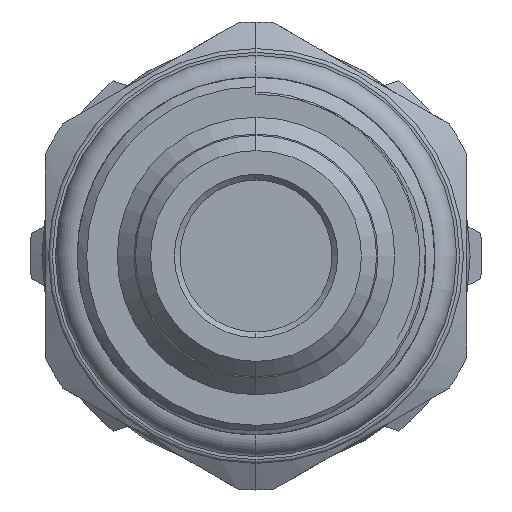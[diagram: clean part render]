
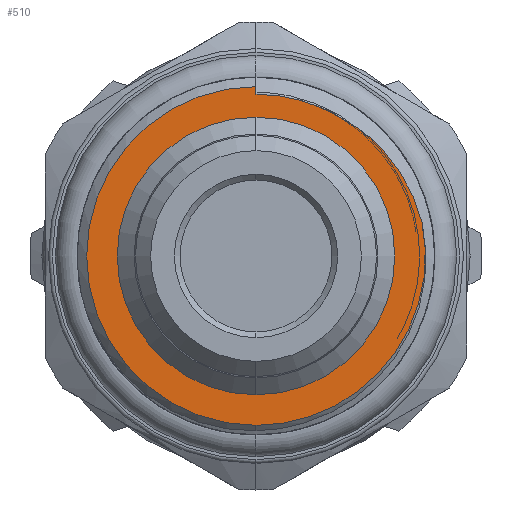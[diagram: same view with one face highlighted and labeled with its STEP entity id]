
A CAD part, left-side view. The second image highlights one B-rep face of the part: STEP entity #510.
In plain terms, the highlighted planar face has unit normal (-1, 0, 0).
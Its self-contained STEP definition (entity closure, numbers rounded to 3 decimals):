
#116 = AXIS2_PLACEMENT_3D ( 'NONE', #7224, #4234, #2402 ) ;
#260 = CARTESIAN_POINT ( 'NONE',  ( 0., 0., 8.522 ) ) ;
#304 = CARTESIAN_POINT ( 'NONE',  ( 0., -4.611, 7.253 ) ) ;
#392 = CIRCLE ( 'NONE', #600, 7.31 ) ;
#426 = ORIENTED_EDGE ( 'NONE', *, *, #7479, .F. ) ;
#430 = B_SPLINE_CURVE_WITH_KNOTS ( 'NONE', 3,
 ( #2672, #7648, #304, #957, #6442, #5154, #3278, #7573, #3326, #260 ),
 .UNSPECIFIED., .F., .F.,
 ( 4, 2, 2, 2, 4 ),
 ( 0., 0.001, 0.003, 0.004, 0.006 ),
 .UNSPECIFIED. ) ;
#486 = EDGE_CURVE ( 'NONE', #7301, #747, #4092, .T. ) ;
#510 = ADVANCED_FACE ( 'NONE', ( #6019, #6483 ), #6289, .F. ) ;
#600 = AXIS2_PLACEMENT_3D ( 'NONE', #7518, #5137, #5053 ) ;
#616 = ORIENTED_EDGE ( 'NONE', *, *, #4782, .T. ) ;
#619 = CARTESIAN_POINT ( 'NONE',  ( 0., -8.748, 1.742 ) ) ;
#652 = CARTESIAN_POINT ( 'NONE',  ( 0., 0., 8.92 ) ) ;
#747 = VERTEX_POINT ( 'NONE', #6533 ) ;
#751 = CARTESIAN_POINT ( 'NONE',  ( 0., 0., 7.31 ) ) ;
#897 = ORIENTED_EDGE ( 'NONE', *, *, #4308, .T. ) ;
#957 = CARTESIAN_POINT ( 'NONE',  ( 0., -3.756, 7.703 ) ) ;
#1067 = EDGE_LOOP ( 'NONE', ( #426, #5201 ) ) ;
#1178 = CIRCLE ( 'NONE', #1521, 8.92 ) ;
#1239 = CARTESIAN_POINT ( 'NONE',  ( 0., -8.15, 3.414 ) ) ;
#1296 = EDGE_LOOP ( 'NONE', ( #616, #7049, #897, #4986, #5026 ) ) ;
#1365 = DIRECTION ( 'NONE',  ( 0., 0., -1. ) ) ;
#1471 = VERTEX_POINT ( 'NONE', #6298 ) ;
#1521 = AXIS2_PLACEMENT_3D ( 'NONE', #5842, #4627, #3341 ) ;
#1666 = EDGE_CURVE ( 'NONE', #1471, #7700, #4061, .T. ) ;
#1826 = CARTESIAN_POINT ( 'NONE',  ( 0., 0., 0. ) ) ;
#1840 = CARTESIAN_POINT ( 'NONE',  ( 0., -8.036, 3.644 ) ) ;
#1868 = CARTESIAN_POINT ( 'NONE',  ( 0., -7.242, 4.938 ) ) ;
#1980 = CARTESIAN_POINT ( 'NONE',  ( 0., -5.414, 6.711 ) ) ;
#2402 = DIRECTION ( 'NONE',  ( 0., 0., -1. ) ) ;
#2672 = CARTESIAN_POINT ( 'NONE',  ( 0., -5.414, 6.711 ) ) ;
#2858 = DIRECTION ( 'NONE',  ( 0., 0., -1. ) ) ;
#3026 = CARTESIAN_POINT ( 'NONE',  ( 0., -8.625, 2.233 ) ) ;
#3039 = CARTESIAN_POINT ( 'NONE',  ( 0., 0., -8.92 ) ) ;
#3053 = CARTESIAN_POINT ( 'NONE',  ( 0., -7.792, 4.089 ) ) ;
#3258 = AXIS2_PLACEMENT_3D ( 'NONE', #6478, #5317, #2858 ) ;
#3278 = CARTESIAN_POINT ( 'NONE',  ( 0., -1.922, 8.324 ) ) ;
#3326 = CARTESIAN_POINT ( 'NONE',  ( 0., -0.485, 8.522 ) ) ;
#3341 = DIRECTION ( 'NONE',  ( 0., 0., -1. ) ) ;
#3687 = CARTESIAN_POINT ( 'NONE',  ( 0., -5.83, 6.41 ) ) ;
#3694 = CARTESIAN_POINT ( 'NONE',  ( 0., -8.748, 1.742 ) ) ;
#3711 = CARTESIAN_POINT ( 'NONE',  ( 0., 0., -7.31 ) ) ;
#3870 = VECTOR ( 'NONE', #7878, 1000. ) ;
#4061 = LINE ( 'NONE', #1826, #3870 ) ;
#4092 = B_SPLINE_CURVE_WITH_KNOTS ( 'NONE', 3,
 ( #619, #3026, #4877, #1239, #1840, #3053, #7353, #1868, #6764, #7383, #3687, #1980 ),
 .UNSPECIFIED., .F., .F.,
 ( 4, 2, 2, 2, 2, 4 ),
 ( 0.013, 0.015, 0.016, 0.016, 0.018, 0.019 ),
 .UNSPECIFIED. ) ;
#4234 = DIRECTION ( 'NONE',  ( -1., 0., 0. ) ) ;
#4308 = EDGE_CURVE ( 'NONE', #7700, #4999, #7022, .T. ) ;
#4627 = DIRECTION ( 'NONE',  ( -1., 0., 0. ) ) ;
#4782 = EDGE_CURVE ( 'NONE', #747, #1471, #430, .T. ) ;
#4852 = EDGE_CURVE ( 'NONE', #6903, #5527, #5967, .T. ) ;
#4877 = CARTESIAN_POINT ( 'NONE',  ( 0., -8.46, 2.712 ) ) ;
#4986 = ORIENTED_EDGE ( 'NONE', *, *, #6867, .T. ) ;
#4999 = VERTEX_POINT ( 'NONE', #3039 ) ;
#5026 = ORIENTED_EDGE ( 'NONE', *, *, #486, .T. ) ;
#5053 = DIRECTION ( 'NONE',  ( 0., 0., -1. ) ) ;
#5137 = DIRECTION ( 'NONE',  ( -1., 0., 0. ) ) ;
#5154 = CARTESIAN_POINT ( 'NONE',  ( 0., -2.394, 8.205 ) ) ;
#5201 = ORIENTED_EDGE ( 'NONE', *, *, #4852, .F. ) ;
#5317 = DIRECTION ( 'NONE',  ( -1., 0., 0. ) ) ;
#5527 = VERTEX_POINT ( 'NONE', #3711 ) ;
#5842 = CARTESIAN_POINT ( 'NONE',  ( 0., 0., 0. ) ) ;
#5967 = CIRCLE ( 'NONE', #116, 7.31 ) ;
#6019 = FACE_BOUND ( 'NONE', #1067, .T. ) ;
#6289 = PLANE ( 'NONE',  #7390 ) ;
#6298 = CARTESIAN_POINT ( 'NONE',  ( 0., 0., 8.522 ) ) ;
#6442 = CARTESIAN_POINT ( 'NONE',  ( 0., -3.309, 7.896 ) ) ;
#6478 = CARTESIAN_POINT ( 'NONE',  ( 0., 0., 0. ) ) ;
#6483 = FACE_OUTER_BOUND ( 'NONE', #1296, .T. ) ;
#6533 = CARTESIAN_POINT ( 'NONE',  ( 0., -5.414, 6.711 ) ) ;
#6764 = CARTESIAN_POINT ( 'NONE',  ( 0., -6.926, 5.333 ) ) ;
#6867 = EDGE_CURVE ( 'NONE', #4999, #7301, #1178, .T. ) ;
#6875 = CARTESIAN_POINT ( 'NONE',  ( 0., -4.337, 0. ) ) ;
#6903 = VERTEX_POINT ( 'NONE', #751 ) ;
#7022 = CIRCLE ( 'NONE', #3258, 8.92 ) ;
#7049 = ORIENTED_EDGE ( 'NONE', *, *, #1666, .T. ) ;
#7224 = CARTESIAN_POINT ( 'NONE',  ( 0., 0., 0. ) ) ;
#7301 = VERTEX_POINT ( 'NONE', #3694 ) ;
#7353 = CARTESIAN_POINT ( 'NONE',  ( 0., -7.661, 4.306 ) ) ;
#7383 = CARTESIAN_POINT ( 'NONE',  ( 0., -6.217, 6.072 ) ) ;
#7390 = AXIS2_PLACEMENT_3D ( 'NONE', #6875, #7459, #1365 ) ;
#7459 = DIRECTION ( 'NONE',  ( 1., 0., 0. ) ) ;
#7479 = EDGE_CURVE ( 'NONE', #5527, #6903, #392, .T. ) ;
#7518 = CARTESIAN_POINT ( 'NONE',  ( 0., 0., 0. ) ) ;
#7573 = CARTESIAN_POINT ( 'NONE',  ( 0., -0.966, 8.482 ) ) ;
#7648 = CARTESIAN_POINT ( 'NONE',  ( 0., -5.021, 6.995 ) ) ;
#7700 = VERTEX_POINT ( 'NONE', #652 ) ;
#7878 = DIRECTION ( 'NONE',  ( 0., 0., 1. ) ) ;
